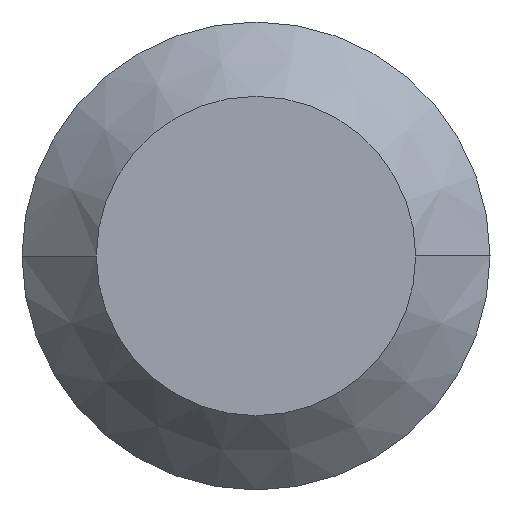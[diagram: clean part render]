
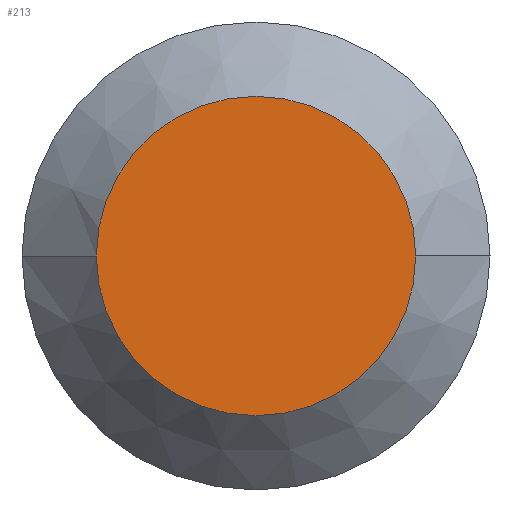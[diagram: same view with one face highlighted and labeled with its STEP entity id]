
A CAD part, left-side view. The second image highlights one B-rep face of the part: STEP entity #213.
In plain terms, the highlighted planar face has unit normal (-1, 0, 0).
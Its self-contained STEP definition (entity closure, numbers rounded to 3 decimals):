
#15 = CARTESIAN_POINT ( 'NONE',  ( 0., 0., 0. ) ) ;
#23 = AXIS2_PLACEMENT_3D ( 'NONE', #280, #390, #125 ) ;
#30 = DIRECTION ( 'NONE',  ( 1., 0., 0. ) ) ;
#45 = CARTESIAN_POINT ( 'NONE',  ( 0., 1.365, 0. ) ) ;
#67 = VERTEX_POINT ( 'NONE', #45 ) ;
#96 = PLANE ( 'NONE',  #326 ) ;
#99 = CIRCLE ( 'NONE', #23, 1.365 ) ;
#125 = DIRECTION ( 'NONE',  ( 0., 1., 0. ) ) ;
#137 = CARTESIAN_POINT ( 'NONE',  ( 0., 0., 0. ) ) ;
#140 = FACE_OUTER_BOUND ( 'NONE', #382, .T. ) ;
#157 = CARTESIAN_POINT ( 'NONE',  ( 0., -1.365, 0. ) ) ;
#181 = EDGE_CURVE ( 'NONE', #182, #67, #99, .T. ) ;
#182 = VERTEX_POINT ( 'NONE', #157 ) ;
#213 = ADVANCED_FACE ( 'NONE', ( #140 ), #96, .T. ) ;
#240 = ORIENTED_EDGE ( 'NONE', *, *, #181, .F. ) ;
#257 = DIRECTION ( 'NONE',  ( -1., 0., 0. ) ) ;
#263 = DIRECTION ( 'NONE',  ( 0., 1., 0. ) ) ;
#280 = CARTESIAN_POINT ( 'NONE',  ( 0., 0., 0. ) ) ;
#293 = DIRECTION ( 'NONE',  ( 0., -1., 0. ) ) ;
#326 = AXIS2_PLACEMENT_3D ( 'NONE', #15, #257, #293 ) ;
#360 = CIRCLE ( 'NONE', #417, 1.365 ) ;
#382 = EDGE_LOOP ( 'NONE', ( #402, #240 ) ) ;
#390 = DIRECTION ( 'NONE',  ( 1., 0., 0. ) ) ;
#402 = ORIENTED_EDGE ( 'NONE', *, *, #403, .F. ) ;
#403 = EDGE_CURVE ( 'NONE', #67, #182, #360, .T. ) ;
#417 = AXIS2_PLACEMENT_3D ( 'NONE', #137, #30, #263 ) ;
